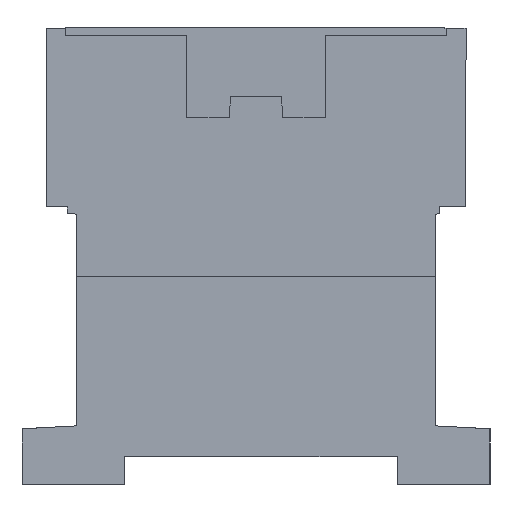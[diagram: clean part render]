
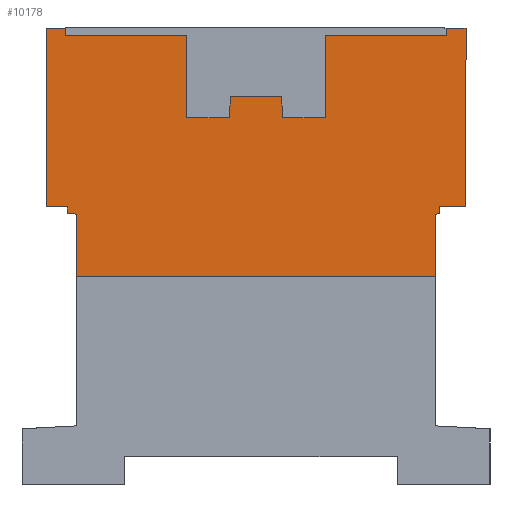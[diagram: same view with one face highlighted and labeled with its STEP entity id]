
A CAD part, left-side view. The second image highlights one B-rep face of the part: STEP entity #10178.
In plain terms, the highlighted planar face has unit normal (-1, 0, 0).
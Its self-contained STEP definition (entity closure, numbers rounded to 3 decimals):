
#50=DIRECTION('',(0.,-1.,0.));
#51=VECTOR('',#50,44.401);
#52=CARTESIAN_POINT('',(0.1,51.201,25.8));
#53=LINE('',#52,#51);
#82=DIRECTION('',(0.,1.,0.));
#83=VECTOR('',#82,3.227);
#84=CARTESIAN_POINT('',(0.1,3.003,34.451));
#85=LINE('',#84,#83);
#86=DIRECTION('',(0.,0.,-1.));
#87=VECTOR('',#86,0.875);
#88=CARTESIAN_POINT('',(0.1,6.23,34.451));
#89=LINE('',#88,#87);
#90=DIRECTION('',(0.,0.999,-0.052));
#91=VECTOR('',#90,0.571);
#92=CARTESIAN_POINT('',(0.1,6.23,33.576));
#93=LINE('',#92,#91);
#94=DIRECTION('',(0.,0.,1.));
#95=VECTOR('',#94,7.747);
#96=CARTESIAN_POINT('',(0.1,51.201,25.8));
#97=LINE('',#96,#95);
#98=DIRECTION('',(0.,0.999,0.052));
#99=VECTOR('',#98,1.195);
#100=CARTESIAN_POINT('',(0.1,51.201,33.547));
#101=LINE('',#100,#99);
#102=DIRECTION('',(0.,0.,1.));
#103=VECTOR('',#102,0.842);
#104=CARTESIAN_POINT('',(0.1,52.395,33.609));
#105=LINE('',#104,#103);
#106=DIRECTION('',(0.,-1.,0.));
#107=VECTOR('',#106,2.605);
#108=CARTESIAN_POINT('',(0.1,55.,34.451));
#109=LINE('',#108,#107);
#110=DIRECTION('',(0.,0.,1.));
#111=VECTOR('',#110,22.149);
#112=CARTESIAN_POINT('',(0.1,55.,34.451));
#113=LINE('',#112,#111);
#114=DIRECTION('',(0.,-0.052,0.999));
#115=VECTOR('',#114,2.604);
#116=CARTESIAN_POINT('',(0.1,32.3,45.5));
#117=LINE('',#116,#115);
#118=DIRECTION('',(0.,-0.051,-0.999));
#119=VECTOR('',#118,2.603);
#120=CARTESIAN_POINT('',(0.1,25.834,48.1));
#121=LINE('',#120,#119);
#122=DIRECTION('',(0.,0.002,-1.));
#123=VECTOR('',#122,22.149);
#124=CARTESIAN_POINT('',(0.1,2.968,56.6));
#125=LINE('',#124,#123);
#138=DIRECTION('',(0.,1.,0.));
#139=VECTOR('',#138,2.432);
#140=CARTESIAN_POINT('',(0.1,2.968,56.6));
#141=LINE('',#140,#139);
#150=DIRECTION('',(0.,0.,-1.));
#151=VECTOR('',#150,0.9);
#152=CARTESIAN_POINT('',(0.1,5.4,56.6));
#153=LINE('',#152,#151);
#162=DIRECTION('',(0.,1.,0.));
#163=VECTOR('',#162,15.);
#164=CARTESIAN_POINT('',(0.1,5.4,55.7));
#165=LINE('',#164,#163);
#1278=DIRECTION('',(0.,0.,1.));
#1279=VECTOR('',#1278,0.9);
#1280=CARTESIAN_POINT('',(0.1,52.598,55.7));
#1281=LINE('',#1280,#1279);
#1374=DIRECTION('',(0.,1.,0.));
#1375=VECTOR('',#1374,14.998);
#1376=CARTESIAN_POINT('',(0.1,37.6,55.7));
#1377=LINE('',#1376,#1375);
#1382=DIRECTION('',(0.,0.,1.));
#1383=VECTOR('',#1382,10.2);
#1384=CARTESIAN_POINT('',(0.1,37.6,45.5));
#1385=LINE('',#1384,#1383);
#1390=DIRECTION('',(0.,1.,0.));
#1391=VECTOR('',#1390,5.3);
#1392=CARTESIAN_POINT('',(0.1,32.3,45.5));
#1393=LINE('',#1392,#1391);
#1402=DIRECTION('',(0.,1.,0.));
#1403=VECTOR('',#1402,6.33);
#1404=CARTESIAN_POINT('',(0.1,25.834,48.1));
#1405=LINE('',#1404,#1403);
#1414=DIRECTION('',(0.,1.,0.));
#1415=VECTOR('',#1414,5.3);
#1416=CARTESIAN_POINT('',(0.1,20.4,45.5));
#1417=LINE('',#1416,#1415);
#1422=DIRECTION('',(0.,0.,-1.));
#1423=VECTOR('',#1422,10.2);
#1424=CARTESIAN_POINT('',(0.1,20.4,55.7));
#1425=LINE('',#1424,#1423);
#1438=DIRECTION('',(0.,1.,0.));
#1439=VECTOR('',#1438,2.402);
#1440=CARTESIAN_POINT('',(0.1,52.598,56.6));
#1441=LINE('',#1440,#1439);
#7458=DIRECTION('',(0.,0.,1.));
#7459=VECTOR('',#7458,7.746);
#7460=CARTESIAN_POINT('',(0.1,6.8,25.8));
#7461=LINE('',#7460,#7459);
#7783=CARTESIAN_POINT('',(0.1,51.201,25.8));
#7784=VERTEX_POINT('',#7783);
#7785=CARTESIAN_POINT('',(0.1,6.8,25.8));
#7786=VERTEX_POINT('',#7785);
#7787=CARTESIAN_POINT('',(0.1,51.201,33.547));
#7788=VERTEX_POINT('',#7787);
#7813=CARTESIAN_POINT('',(0.1,52.598,56.6));
#7814=CARTESIAN_POINT('',(0.1,55.,56.6));
#7815=VERTEX_POINT('',#7813);
#7816=VERTEX_POINT('',#7814);
#7817=CARTESIAN_POINT('',(0.1,52.598,55.7));
#7818=VERTEX_POINT('',#7817);
#7819=CARTESIAN_POINT('',(0.1,37.6,55.7));
#7820=VERTEX_POINT('',#7819);
#7821=CARTESIAN_POINT('',(0.1,37.6,45.5));
#7822=VERTEX_POINT('',#7821);
#7823=CARTESIAN_POINT('',(0.1,32.3,45.5));
#7824=VERTEX_POINT('',#7823);
#7825=CARTESIAN_POINT('',(0.1,32.164,48.1));
#7826=VERTEX_POINT('',#7825);
#7827=CARTESIAN_POINT('',(0.1,25.834,48.1));
#7828=VERTEX_POINT('',#7827);
#7829=CARTESIAN_POINT('',(0.1,25.7,45.5));
#7830=VERTEX_POINT('',#7829);
#7831=CARTESIAN_POINT('',(0.1,20.4,45.5));
#7832=VERTEX_POINT('',#7831);
#7833=CARTESIAN_POINT('',(0.1,20.4,55.7));
#7834=VERTEX_POINT('',#7833);
#7835=CARTESIAN_POINT('',(0.1,5.4,55.7));
#7836=VERTEX_POINT('',#7835);
#7837=CARTESIAN_POINT('',(0.1,5.4,56.6));
#7838=VERTEX_POINT('',#7837);
#7839=CARTESIAN_POINT('',(0.1,2.968,56.6));
#7840=VERTEX_POINT('',#7839);
#7841=CARTESIAN_POINT('',(0.1,6.8,33.546));
#7842=VERTEX_POINT('',#7841);
#9856=CARTESIAN_POINT('',(0.1,3.003,34.451));
#9857=CARTESIAN_POINT('',(0.1,6.23,34.451));
#9858=VERTEX_POINT('',#9856);
#9859=VERTEX_POINT('',#9857);
#9860=CARTESIAN_POINT('',(0.1,6.23,33.576));
#9861=VERTEX_POINT('',#9860);
#9862=CARTESIAN_POINT('',(0.1,52.395,33.609));
#9863=CARTESIAN_POINT('',(0.1,52.395,34.451));
#9864=VERTEX_POINT('',#9862);
#9865=VERTEX_POINT('',#9863);
#9866=CARTESIAN_POINT('',(0.1,55.,34.451));
#9867=VERTEX_POINT('',#9866);
#10125=CARTESIAN_POINT('',(0.1,0.,0.));
#10126=DIRECTION('',(1.,0.,0.));
#10127=DIRECTION('',(0.,0.,1.));
#10128=AXIS2_PLACEMENT_3D('',#10125,#10126,#10127);
#10129=PLANE('',#10128);
#10131=ORIENTED_EDGE('',*,*,#10130,.T.);
#10133=ORIENTED_EDGE('',*,*,#10132,.T.);
#10135=ORIENTED_EDGE('',*,*,#10134,.T.);
#10137=ORIENTED_EDGE('',*,*,#10136,.F.);
#10138=ORIENTED_EDGE('',*,*,#10080,.F.);
#10139=ORIENTED_EDGE('',*,*,#10092,.T.);
#10141=ORIENTED_EDGE('',*,*,#10140,.T.);
#10143=ORIENTED_EDGE('',*,*,#10142,.T.);
#10145=ORIENTED_EDGE('',*,*,#10144,.F.);
#10147=ORIENTED_EDGE('',*,*,#10146,.T.);
#10149=ORIENTED_EDGE('',*,*,#10148,.F.);
#10151=ORIENTED_EDGE('',*,*,#10150,.F.);
#10153=ORIENTED_EDGE('',*,*,#10152,.F.);
#10155=ORIENTED_EDGE('',*,*,#10154,.F.);
#10157=ORIENTED_EDGE('',*,*,#10156,.F.);
#10159=ORIENTED_EDGE('',*,*,#10158,.T.);
#10161=ORIENTED_EDGE('',*,*,#10160,.F.);
#10163=ORIENTED_EDGE('',*,*,#10162,.T.);
#10165=ORIENTED_EDGE('',*,*,#10164,.F.);
#10167=ORIENTED_EDGE('',*,*,#10166,.F.);
#10169=ORIENTED_EDGE('',*,*,#10168,.F.);
#10171=ORIENTED_EDGE('',*,*,#10170,.F.);
#10173=ORIENTED_EDGE('',*,*,#10172,.F.);
#10175=ORIENTED_EDGE('',*,*,#10174,.T.);
#10176=EDGE_LOOP('',(#10131,#10133,#10135,#10137,#10138,#10139,#10141,#10143,
#10145,#10147,#10149,#10151,#10153,#10155,#10157,#10159,#10161,#10163,#10165,
#10167,#10169,#10171,#10173,#10175));
#10177=FACE_OUTER_BOUND('',#10176,.F.);
#10080=EDGE_CURVE('',#7784,#7786,#53,.T.);
#10092=EDGE_CURVE('',#7784,#7788,#97,.T.);
#10130=EDGE_CURVE('',#9858,#9859,#85,.T.);
#10132=EDGE_CURVE('',#9859,#9861,#89,.T.);
#10134=EDGE_CURVE('',#9861,#7842,#93,.T.);
#10136=EDGE_CURVE('',#7786,#7842,#7461,.T.);
#10140=EDGE_CURVE('',#7788,#9864,#101,.T.);
#10142=EDGE_CURVE('',#9864,#9865,#105,.T.);
#10144=EDGE_CURVE('',#9867,#9865,#109,.T.);
#10146=EDGE_CURVE('',#9867,#7816,#113,.T.);
#10148=EDGE_CURVE('',#7815,#7816,#1441,.T.);
#10150=EDGE_CURVE('',#7818,#7815,#1281,.T.);
#10152=EDGE_CURVE('',#7820,#7818,#1377,.T.);
#10154=EDGE_CURVE('',#7822,#7820,#1385,.T.);
#10156=EDGE_CURVE('',#7824,#7822,#1393,.T.);
#10158=EDGE_CURVE('',#7824,#7826,#117,.T.);
#10160=EDGE_CURVE('',#7828,#7826,#1405,.T.);
#10162=EDGE_CURVE('',#7828,#7830,#121,.T.);
#10164=EDGE_CURVE('',#7832,#7830,#1417,.T.);
#10166=EDGE_CURVE('',#7834,#7832,#1425,.T.);
#10168=EDGE_CURVE('',#7836,#7834,#165,.T.);
#10170=EDGE_CURVE('',#7838,#7836,#153,.T.);
#10172=EDGE_CURVE('',#7840,#7838,#141,.T.);
#10174=EDGE_CURVE('',#7840,#9858,#125,.T.);
#10178=ADVANCED_FACE('',(#10177),#10129,.F.);
